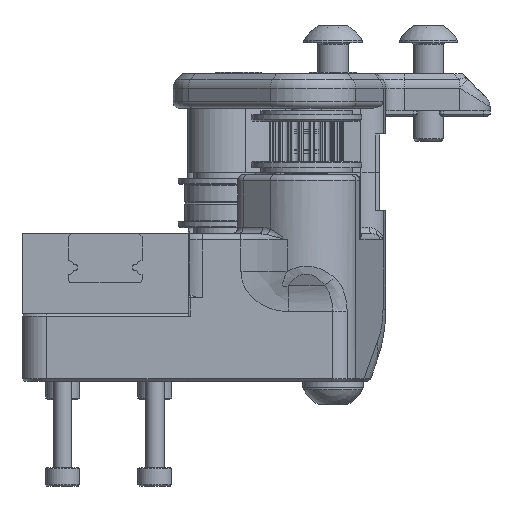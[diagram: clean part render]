
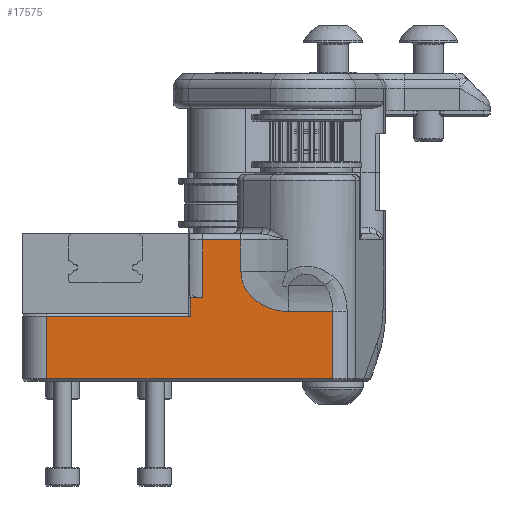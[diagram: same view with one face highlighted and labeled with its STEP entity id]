
A CAD part, front view. The second image highlights one B-rep face of the part: STEP entity #17575.
In plain terms, the highlighted planar face has unit normal (0, -1, 0).
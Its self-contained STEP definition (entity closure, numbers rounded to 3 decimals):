
#116=B_SPLINE_CURVE_WITH_KNOTS('',3,(#35570,#35571,#35572,#35573,#35574,
#35575,#35576,#35577,#35578),.UNSPECIFIED.,.F.,.F.,(4,1,1,1,1,1,4),(-1.,
-0.857,-0.571,-0.429,-0.286,
-0.143,0.),.UNSPECIFIED.);
#1458=LINE('',#35402,#2685);
#1505=LINE('',#35557,#2732);
#1506=LINE('',#35561,#2733);
#1507=LINE('',#35562,#2734);
#1508=LINE('',#35564,#2735);
#1509=LINE('',#35566,#2736);
#1510=LINE('',#35568,#2737);
#1511=LINE('',#35580,#2738);
#1512=LINE('',#35582,#2739);
#1513=LINE('',#35584,#2740);
#1514=LINE('',#35585,#2741);
#2685=VECTOR('',#24179,10.);
#2732=VECTOR('',#24338,10.);
#2733=VECTOR('',#24343,10.);
#2734=VECTOR('',#24344,10.);
#2735=VECTOR('',#24345,10.);
#2736=VECTOR('',#24346,10.);
#2737=VECTOR('',#24347,10.);
#2738=VECTOR('',#24348,10.);
#2739=VECTOR('',#24349,10.);
#2740=VECTOR('',#24350,5.);
#2741=VECTOR('',#24351,10.);
#4430=FACE_OUTER_BOUND('',#5647,.T.);
#5647=EDGE_LOOP('',(#14618,#14619,#14620,#14621,#14622,#14623,#14624,#14625,
#14626,#14627,#14628,#14629));
#8209=VERTEX_POINT('',#35394);
#8211=VERTEX_POINT('',#35400);
#8258=VERTEX_POINT('',#35550);
#8260=VERTEX_POINT('',#35556);
#8261=VERTEX_POINT('',#35560);
#8262=VERTEX_POINT('',#35563);
#8263=VERTEX_POINT('',#35565);
#8264=VERTEX_POINT('',#35567);
#8265=VERTEX_POINT('',#35569);
#8266=VERTEX_POINT('',#35579);
#8267=VERTEX_POINT('',#35581);
#8268=VERTEX_POINT('',#35583);
#10392=EDGE_CURVE('',#8211,#8209,#1458,.T.);
#10468=EDGE_CURVE('',#8258,#8260,#1505,.T.);
#10470=EDGE_CURVE('',#8261,#8260,#1506,.T.);
#10471=EDGE_CURVE('',#8209,#8258,#1507,.T.);
#10472=EDGE_CURVE('',#8211,#8262,#1508,.T.);
#10473=EDGE_CURVE('',#8263,#8262,#1509,.T.);
#10474=EDGE_CURVE('',#8264,#8263,#1510,.T.);
#10475=EDGE_CURVE('',#8265,#8264,#116,.T.);
#10476=EDGE_CURVE('',#8265,#8266,#1511,.T.);
#10477=EDGE_CURVE('',#8266,#8267,#1512,.T.);
#10478=EDGE_CURVE('',#8268,#8267,#1513,.T.);
#10479=EDGE_CURVE('',#8261,#8268,#1514,.T.);
#14618=ORIENTED_EDGE('',*,*,#10470,.T.);
#14619=ORIENTED_EDGE('',*,*,#10468,.F.);
#14620=ORIENTED_EDGE('',*,*,#10471,.F.);
#14621=ORIENTED_EDGE('',*,*,#10392,.F.);
#14622=ORIENTED_EDGE('',*,*,#10472,.T.);
#14623=ORIENTED_EDGE('',*,*,#10473,.F.);
#14624=ORIENTED_EDGE('',*,*,#10474,.F.);
#14625=ORIENTED_EDGE('',*,*,#10475,.F.);
#14626=ORIENTED_EDGE('',*,*,#10476,.T.);
#14627=ORIENTED_EDGE('',*,*,#10477,.T.);
#14628=ORIENTED_EDGE('',*,*,#10478,.F.);
#14629=ORIENTED_EDGE('',*,*,#10479,.F.);
#16702=PLANE('',#19771);
#17575=ADVANCED_FACE('',(#4430),#16702,.T.);
#19771=AXIS2_PLACEMENT_3D('',#35559,#24341,#24342);
#24179=DIRECTION('',(-1.,0.,0.));
#24338=DIRECTION('',(1.,0.,0.));
#24341=DIRECTION('center_axis',(0.,-1.,0.));
#24342=DIRECTION('ref_axis',(-1.,0.,0.));
#24343=DIRECTION('',(0.,0.,-1.));
#24344=DIRECTION('',(0.,0.,1.));
#24345=DIRECTION('',(1.,0.,0.));
#24346=DIRECTION('',(0.,0.,-1.));
#24347=DIRECTION('',(1.,0.,0.));
#24348=DIRECTION('',(0.,0.,1.));
#24349=DIRECTION('',(-1.,0.,0.));
#24350=DIRECTION('',(0.,0.,1.));
#24351=DIRECTION('',(1.,0.,0.));
#35394=CARTESIAN_POINT('',(-40.1,-35.95,-33.6));
#35400=CARTESIAN_POINT('',(-17.1,-35.95,-33.6));
#35402=CARTESIAN_POINT('',(-16.701,-35.95,-33.6));
#35550=CARTESIAN_POINT('',(-40.1,-35.95,-23.4));
#35556=CARTESIAN_POINT('',(-16.8,-35.95,-23.4));
#35557=CARTESIAN_POINT('',(-10.251,-35.95,-23.4));
#35559=CARTESIAN_POINT('Origin',(-3.402,-35.95,0.));
#35560=CARTESIAN_POINT('',(-16.8,-35.95,-20.4));
#35561=CARTESIAN_POINT('',(-16.8,-35.95,-5.));
#35562=CARTESIAN_POINT('',(-40.1,-35.95,-11.5));
#35563=CARTESIAN_POINT('',(6.371,-35.95,-33.6));
#35564=CARTESIAN_POINT('',(-0.641,-35.95,-33.6));
#35565=CARTESIAN_POINT('',(6.371,-35.95,-22.617));
#35566=CARTESIAN_POINT('',(6.371,-35.95,0.));
#35567=CARTESIAN_POINT('',(-0.792,-35.95,-22.617));
#35568=CARTESIAN_POINT('',(-0.641,-35.95,-22.617));
#35569=CARTESIAN_POINT('',(-8.524,-35.95,-16.139));
#35570=CARTESIAN_POINT('Ctrl Pts',(-8.524,-35.95,
-16.139));
#35571=CARTESIAN_POINT('Ctrl Pts',(-8.524,-35.95,
-16.816));
#35572=CARTESIAN_POINT('Ctrl Pts',(-8.178,-35.95,
-18.672));
#35573=CARTESIAN_POINT('Ctrl Pts',(-7.026,-35.95,
-20.162));
#35574=CARTESIAN_POINT('Ctrl Pts',(-5.655,-35.95,-21.197));
#35575=CARTESIAN_POINT('Ctrl Pts',(-4.377,-35.95,
-21.937));
#35576=CARTESIAN_POINT('Ctrl Pts',(-2.755,-35.95,
-22.515));
#35577=CARTESIAN_POINT('Ctrl Pts',(-1.468,-35.95,
-22.617));
#35578=CARTESIAN_POINT('Ctrl Pts',(-0.792,-35.95,
-22.617));
#35579=CARTESIAN_POINT('',(-8.524,-35.95,-11.));
#35580=CARTESIAN_POINT('',(-8.524,-35.95,-10.4));
#35581=CARTESIAN_POINT('',(-14.7,-35.95,-11.));
#35582=CARTESIAN_POINT('',(-7.288,-35.95,-11.));
#35583=CARTESIAN_POINT('',(-14.7,-35.95,-20.4));
#35584=CARTESIAN_POINT('',(-14.7,-35.95,0.));
#35585=CARTESIAN_POINT('',(-15.911,-35.95,-20.4));
